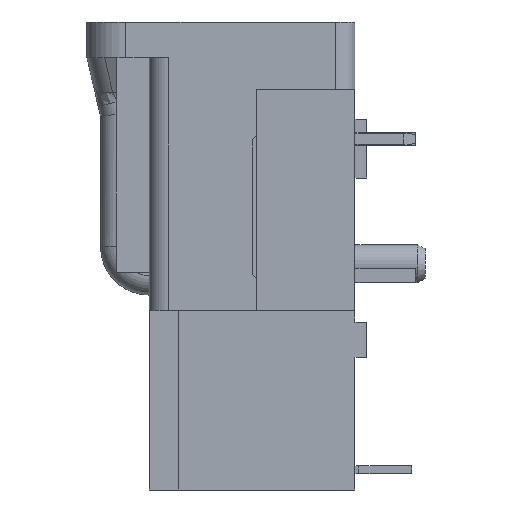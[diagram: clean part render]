
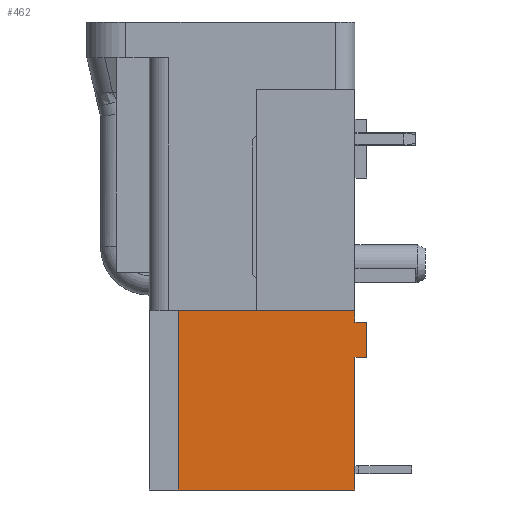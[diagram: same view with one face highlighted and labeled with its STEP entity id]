
A CAD part, left-side view. The second image highlights one B-rep face of the part: STEP entity #462.
In plain terms, the highlighted planar face has unit normal (-1, 0, 0).
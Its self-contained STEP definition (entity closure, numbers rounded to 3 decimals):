
#462=ADVANCED_FACE('',(#1301),#883,.F.);
#883=PLANE('',#9067);
#1301=FACE_OUTER_BOUND('',#1753,.T.);
#1753=EDGE_LOOP('',(#3494,#3495,#3496,#3497,#3498,#3499,#3500,#3501));
#3494=ORIENTED_EDGE('',*,*,#6104,.T.);
#3495=ORIENTED_EDGE('',*,*,#6134,.T.);
#3496=ORIENTED_EDGE('',*,*,#5427,.T.);
#3497=ORIENTED_EDGE('',*,*,#6131,.T.);
#3498=ORIENTED_EDGE('',*,*,#6098,.T.);
#3499=ORIENTED_EDGE('',*,*,#6133,.F.);
#3500=ORIENTED_EDGE('',*,*,#5423,.T.);
#3501=ORIENTED_EDGE('',*,*,#5388,.T.);
#4558=VERTEX_POINT('',#11720);
#4559=VERTEX_POINT('',#11722);
#4589=VERTEX_POINT('',#11792);
#4592=VERTEX_POINT('',#11798);
#4593=VERTEX_POINT('',#11800);
#5039=VERTEX_POINT('',#13315);
#5040=VERTEX_POINT('',#13316);
#5044=VERTEX_POINT('',#13326);
#5388=EDGE_CURVE('',#4559,#4558,#6619,.T.);
#5423=EDGE_CURVE('',#4589,#4559,#6654,.T.);
#5427=EDGE_CURVE('',#4593,#4592,#6658,.T.);
#6098=EDGE_CURVE('',#5039,#5040,#7275,.T.);
#6104=EDGE_CURVE('',#4558,#5044,#7281,.T.);
#6131=EDGE_CURVE('',#4592,#5039,#7306,.T.);
#6133=EDGE_CURVE('',#4589,#5040,#7308,.T.);
#6134=EDGE_CURVE('',#5044,#4593,#7309,.T.);
#6619=LINE('',#11721,#7769);
#6654=LINE('',#11791,#7804);
#6658=LINE('',#11799,#7808);
#7275=LINE('',#13314,#8425);
#7281=LINE('',#13327,#8431);
#7306=LINE('',#13376,#8456);
#7308=LINE('',#13380,#8458);
#7309=LINE('',#13382,#8459);
#7769=VECTOR('',#9451,1.);
#7804=VECTOR('',#9496,1.);
#7808=VECTOR('',#9500,1.);
#8425=VECTOR('',#10617,1.);
#8431=VECTOR('',#10625,1.);
#8456=VECTOR('',#10678,1.);
#8458=VECTOR('',#10684,1.);
#8459=VECTOR('',#10687,1.);
#9067=AXIS2_PLACEMENT_3D('',#13383,#10688,#10689);
#9451=DIRECTION('',(0.,1.,0.));
#9496=DIRECTION('',(0.,0.,1.));
#9500=DIRECTION('',(0.,0.,1.));
#10617=DIRECTION('',(0.,0.,1.));
#10625=DIRECTION('',(0.,0.,-1.));
#10678=DIRECTION('',(0.,-1.,0.));
#10684=DIRECTION('',(0.,-1.,0.));
#10687=DIRECTION('',(0.,-1.,0.));
#10688=DIRECTION('',(1.,0.,0.));
#10689=DIRECTION('',(0.,1.,0.));
#11720=CARTESIAN_POINT('',(1.7,3.6,0.1));
#11721=CARTESIAN_POINT('',(1.7,7.12,0.1));
#11722=CARTESIAN_POINT('',(1.7,-5.45,0.1));
#11791=CARTESIAN_POINT('',(1.7,-5.45,0.5));
#11792=CARTESIAN_POINT('',(1.7,-5.45,-0.5));
#11798=CARTESIAN_POINT('',(1.7,-5.45,-2.3));
#11799=CARTESIAN_POINT('',(1.7,-5.45,0.5));
#11800=CARTESIAN_POINT('',(1.7,-5.45,-9.1));
#13314=CARTESIAN_POINT('',(1.7,-6.05,-4.3));
#13315=CARTESIAN_POINT('',(1.7,-6.05,-2.3));
#13316=CARTESIAN_POINT('',(1.7,-6.05,-0.5));
#13326=CARTESIAN_POINT('',(1.7,3.6,-9.1));
#13327=CARTESIAN_POINT('',(1.7,3.6,0.9));
#13376=CARTESIAN_POINT('',(1.7,-6.05,-2.3));
#13380=CARTESIAN_POINT('',(1.7,-6.05,-0.5));
#13382=CARTESIAN_POINT('',(1.7,0.,-9.1));
#13383=CARTESIAN_POINT('',(1.7,4.8,14.9));
